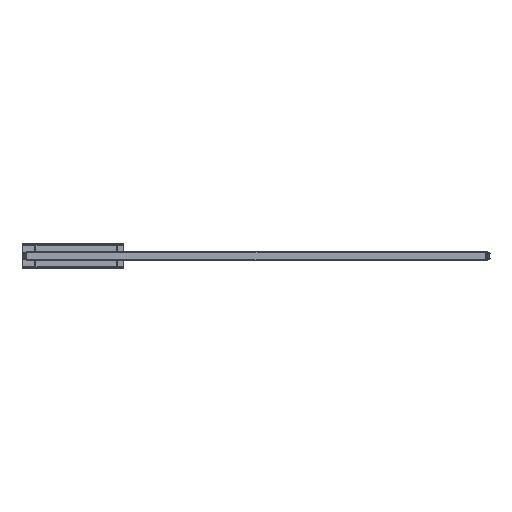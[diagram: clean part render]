
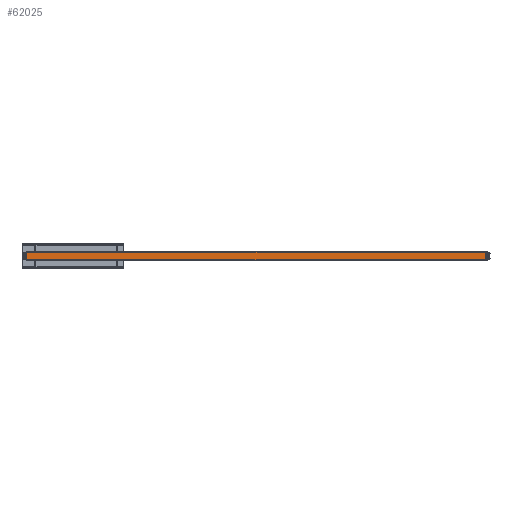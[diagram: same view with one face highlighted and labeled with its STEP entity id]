
A CAD part, front view. The second image highlights one B-rep face of the part: STEP entity #62025.
In plain terms, the highlighted planar face has unit normal (0, -1, 0).
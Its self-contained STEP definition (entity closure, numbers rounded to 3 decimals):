
#848 = ORIENTED_EDGE ( 'NONE', *, *, #62488, .F. ) ;
#2093 = VECTOR ( 'NONE', #48307, 1000. ) ;
#4441 = FACE_OUTER_BOUND ( 'NONE', #29492, .T. ) ;
#4554 = CARTESIAN_POINT ( 'NONE',  ( -600., -4., 11.5 ) ) ;
#11876 = ORIENTED_EDGE ( 'NONE', *, *, #13883, .F. ) ;
#12654 = VECTOR ( 'NONE', #30620, 1000. ) ;
#13883 = EDGE_CURVE ( 'NONE', #38576, #45492, #27885, .T. ) ;
#16466 = DIRECTION ( 'NONE',  ( -1., 0., 0. ) ) ;
#21154 = LINE ( 'NONE', #55367, #37238 ) ;
#21805 = EDGE_CURVE ( 'NONE', #45492, #51519, #25745, .T. ) ;
#24771 = CARTESIAN_POINT ( 'NONE',  ( 600., -4., 11.5 ) ) ;
#25745 = LINE ( 'NONE', #24771, #2093 ) ;
#26276 = CARTESIAN_POINT ( 'NONE',  ( 600., -4., 11.5 ) ) ;
#26465 = CARTESIAN_POINT ( 'NONE',  ( -600., -4., -11.5 ) ) ;
#27426 = ORIENTED_EDGE ( 'NONE', *, *, #21805, .F. ) ;
#27885 = LINE ( 'NONE', #59918, #12654 ) ;
#29492 = EDGE_LOOP ( 'NONE', ( #27426, #11876, #848, #44840 ) ) ;
#30620 = DIRECTION ( 'NONE',  ( 1., 0., 0. ) ) ;
#30756 = DIRECTION ( 'NONE',  ( 0., 0., 1. ) ) ;
#32307 = CARTESIAN_POINT ( 'NONE',  ( 600., -4., -11.5 ) ) ;
#32555 = CARTESIAN_POINT ( 'NONE',  ( 600., -4., 11.5 ) ) ;
#34694 = VERTEX_POINT ( 'NONE', #26465 ) ;
#37238 = VECTOR ( 'NONE', #30756, 1000. ) ;
#38576 = VERTEX_POINT ( 'NONE', #4554 ) ;
#40159 = EDGE_CURVE ( 'NONE', #51519, #34694, #42377, .T. ) ;
#42180 = DIRECTION ( 'NONE',  ( 0., 0., 1. ) ) ;
#42377 = LINE ( 'NONE', #45719, #50045 ) ;
#44840 = ORIENTED_EDGE ( 'NONE', *, *, #40159, .F. ) ;
#45492 = VERTEX_POINT ( 'NONE', #26276 ) ;
#45719 = CARTESIAN_POINT ( 'NONE',  ( 600., -4., -11.5 ) ) ;
#48307 = DIRECTION ( 'NONE',  ( 0., 0., -1. ) ) ;
#50045 = VECTOR ( 'NONE', #16466, 1000. ) ;
#51519 = VERTEX_POINT ( 'NONE', #32307 ) ;
#51818 = DIRECTION ( 'NONE',  ( 0., 1., 0. ) ) ;
#52692 = PLANE ( 'NONE',  #62612 ) ;
#55367 = CARTESIAN_POINT ( 'NONE',  ( -600., -4., 11.5 ) ) ;
#59918 = CARTESIAN_POINT ( 'NONE',  ( 600., -4., 11.5 ) ) ;
#62025 = ADVANCED_FACE ( 'NONE', ( #4441 ), #52692, .F. ) ;
#62488 = EDGE_CURVE ( 'NONE', #34694, #38576, #21154, .T. ) ;
#62612 = AXIS2_PLACEMENT_3D ( 'NONE', #32555, #51818, #42180 ) ;
